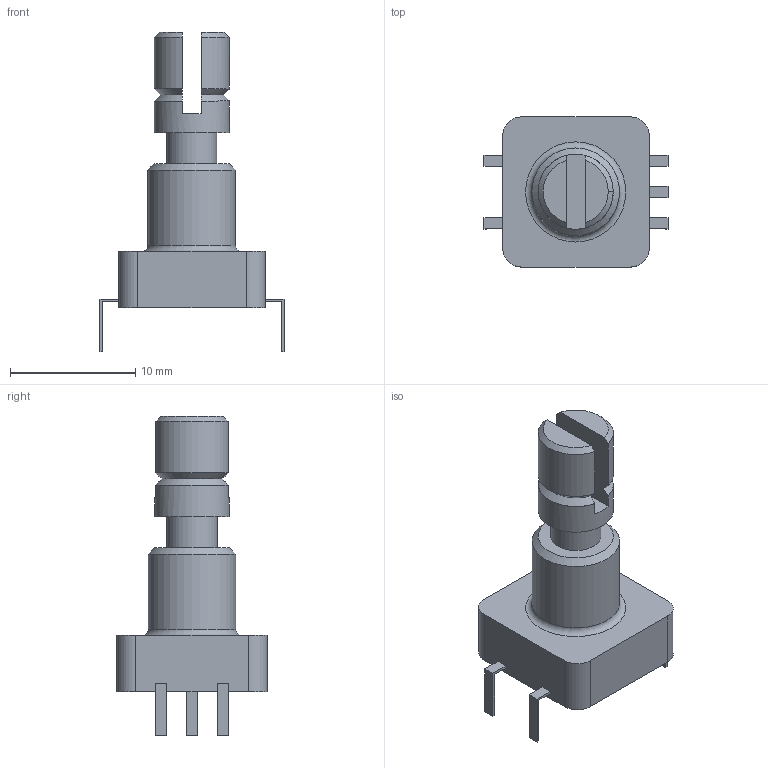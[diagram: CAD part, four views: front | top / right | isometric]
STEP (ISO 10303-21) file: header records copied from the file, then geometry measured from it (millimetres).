
FILE_DESCRIPTION(('FreeCAD Model'),'2;1');
FILE_NAME('Open CASCADE Shape Model','2024-12-24T11:59:41',(''),(''), 'Open CASCADE STEP processor 7.8','FreeCAD','Unknown');
FILE_SCHEMA(('AUTOMOTIVE_DESIGN { 1 0 10303 214 1 1 1 1 }'));
Length unit declared in the file: millimetre
Products named in the file (1): Body
Bounding box: 14.7 x 12 x 25.5 mm (x, y, z)
Volume: 1090.9 mm3; surface area: 950.4 mm2
Topology: 1 solids, 1 shells, 68 faces, 173 edges, 115 vertices
Faces by surface type: plane 50, cylinder 9, cone 8, torus 1
Full cylindrical faces by diameter (mm): 4 x1, 6 x1, 7 x1
Entity records: 2157 total; most frequent: CARTESIAN_POINT 449, DIRECTION 349, ORIENTED_EDGE 346, EDGE_CURVE 173, LINE 127, VECTOR 127, VERTEX_POINT 115, AXIS2_PLACEMENT_3D 111
